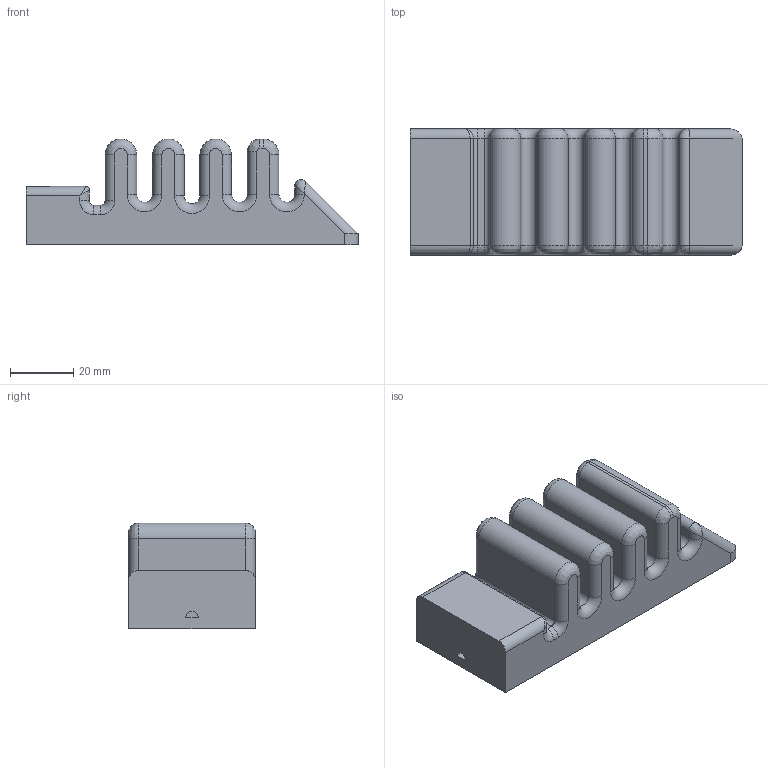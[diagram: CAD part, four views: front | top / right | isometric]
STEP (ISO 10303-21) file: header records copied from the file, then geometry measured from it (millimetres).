
FILE_DESCRIPTION(/* description */ (''),/* implementation_level */ '2;1');
FILE_NAME(/* name */ 'Unin Gripper 1 v2.step',/* time_stamp */ '2024-07-24T17:34:02-04:00',/* author */ (''),/* organization */ (''),/* preprocessor_version */ 'ST-DEVELOPER v20',/* originating_system */ 'Autodesk Translation Framework v13.14.0.145',/* authorisation */ '');
FILE_SCHEMA (('AUTOMOTIVE_DESIGN { 1 0 10303 214 3 1 1 }'));
Length unit declared in the file: millimetre
Products named in the file (1): Unión Gripper 1
Bounding box: 105 x 40 x 33.5 mm (x, y, z)
Volume: 76685.6 mm3; surface area: 28150.8 mm2
Topology: 1 solids, 1 shells, 121 faces, 300 edges, 178 vertices
Faces by surface type: cylinder 53, plane 40, bspline 16, torus 12
Entity records: 3785 total; most frequent: CARTESIAN_POINT 883, DIRECTION 638, ORIENTED_EDGE 592, EDGE_CURVE 296, AXIS2_PLACEMENT_3D 236, VERTEX_POINT 178, LINE 166, VECTOR 166
